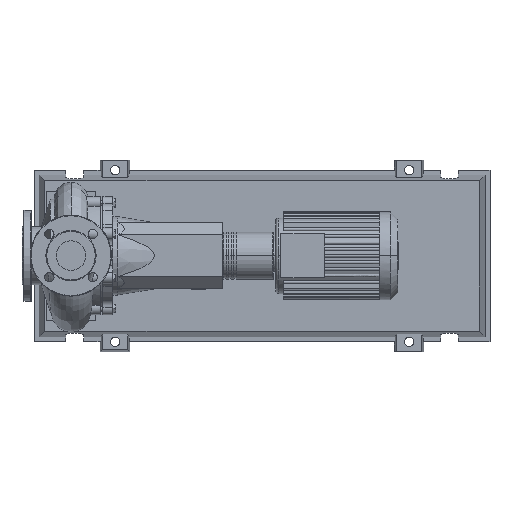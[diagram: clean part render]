
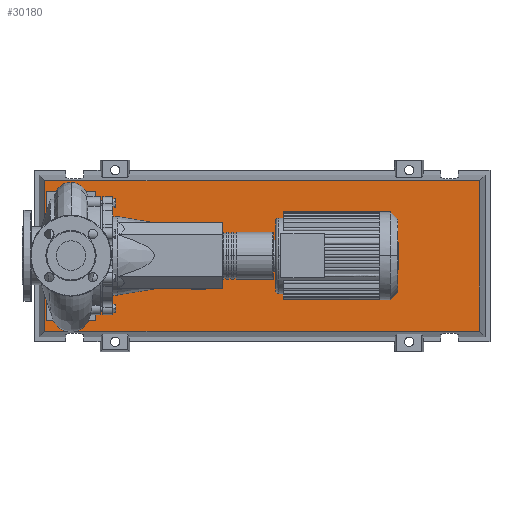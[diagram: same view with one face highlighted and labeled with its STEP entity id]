
A CAD part, top view. The second image highlights one B-rep face of the part: STEP entity #30180.
In plain terms, the highlighted planar face has unit normal (0, 0, 1).
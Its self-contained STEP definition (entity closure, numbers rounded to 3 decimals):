
#29861=CARTESIAN_POINT('',(833.292,-153.292,83.0));
#29862=VERTEX_POINT('',#29861);
#29869=CARTESIAN_POINT('',(-53.292,-153.292,83.0));
#29870=VERTEX_POINT('',#29869);
#29871=CARTESIAN_POINT('',(833.292,-153.292,83.0));
#29872=DIRECTION('',(-1.0,0.0,0.0));
#29873=VECTOR('',#29872,886.584);
#29874=LINE('',#29871,#29873);
#29875=EDGE_CURVE('',#29862,#29870,#29874,.T.);
#30093=CARTESIAN_POINT('',(833.292,153.292,83.0));
#30094=VERTEX_POINT('',#30093);
#30095=CARTESIAN_POINT('',(833.292,153.292,83.0));
#30096=DIRECTION('',(0.0,-1.0,0.0));
#30097=VECTOR('',#30096,306.584);
#30098=LINE('',#30095,#30097);
#30099=EDGE_CURVE('',#30094,#29862,#30098,.T.);
#30117=CARTESIAN_POINT('',(-53.292,153.292,83.0));
#30118=VERTEX_POINT('',#30117);
#30119=CARTESIAN_POINT('',(-53.292,-153.292,83.0));
#30120=DIRECTION('',(0.0,1.0,0.0));
#30121=VECTOR('',#30120,306.584);
#30122=LINE('',#30119,#30121);
#30123=EDGE_CURVE('',#29870,#30118,#30122,.T.);
#30156=CARTESIAN_POINT('',(-53.292,153.292,83.0));
#30157=DIRECTION('',(1.0,0.0,0.0));
#30158=VECTOR('',#30157,886.584);
#30159=LINE('',#30156,#30158);
#30160=EDGE_CURVE('',#30118,#30094,#30159,.T.);
#30169=CARTESIAN_POINT('',(390.,0.,83.0));
#30170=DIRECTION('',(0.0,0.0,1.0));
#30171=DIRECTION('',(1.0,0.0,0.0));
#30172=AXIS2_PLACEMENT_3D('',#30169,#30170,#30171);
#30173=PLANE('',#30172);
#30174=ORIENTED_EDGE('',*,*,#30099,.F.);
#30175=ORIENTED_EDGE('',*,*,#30160,.F.);
#30176=ORIENTED_EDGE('',*,*,#30123,.F.);
#30177=ORIENTED_EDGE('',*,*,#29875,.F.);
#30178=EDGE_LOOP('',(#30174,#30175,#30176,#30177));
#30179=FACE_OUTER_BOUND('',#30178,.T.);
#30180=ADVANCED_FACE('',(#30179),#30173,.T.);
